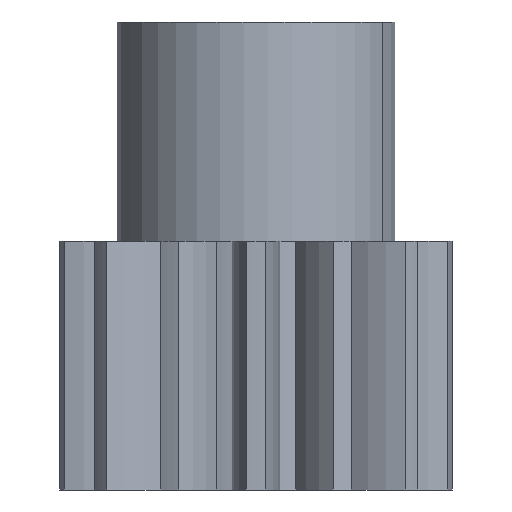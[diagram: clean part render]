
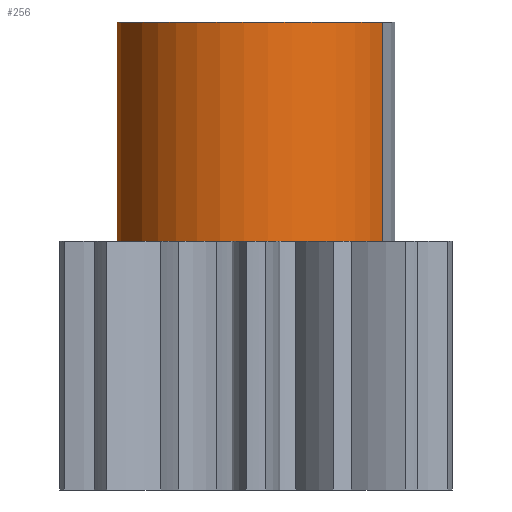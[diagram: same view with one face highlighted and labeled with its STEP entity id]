
A CAD part, front view. The second image highlights one B-rep face of the part: STEP entity #256.
In plain terms, the highlighted cylindrical face has radius 7.112 mm (diameter 14.224 mm), a partial arc.
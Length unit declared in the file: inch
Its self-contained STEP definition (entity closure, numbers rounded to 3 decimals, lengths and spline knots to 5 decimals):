
#215=CARTESIAN_POINT('',(0.0,0.,0.0));
#216=DIRECTION('',(0.0,0.0,1.0));
#217=DIRECTION('',(-0.907,0.421,0.0));
#218=AXIS2_PLACEMENT_3D('',#215,#216,#217);
#219=CYLINDRICAL_SURFACE('',#218,0.28);
#220=CARTESIAN_POINT('',(-0.25396,0.11792,0.0));
#221=VERTEX_POINT('',#220);
#222=CARTESIAN_POINT('',(-0.25396,0.11792,0.44));
#223=VERTEX_POINT('',#222);
#224=CARTESIAN_POINT('',(-0.25396,0.11792,0.0));
#225=DIRECTION('',(0.0,0.0,1.0));
#226=VECTOR('',#225,0.44);
#227=LINE('',#224,#226);
#228=EDGE_CURVE('',#221,#223,#227,.T.);
#229=ORIENTED_EDGE('',*,*,#228,.F.);
#230=CARTESIAN_POINT('',(0.25396,-0.11792,0.0));
#231=VERTEX_POINT('',#230);
#232=CARTESIAN_POINT('',(0.0,0.,0.0));
#233=DIRECTION('',(0.0,0.0,-1.0));
#234=DIRECTION('',(-0.907,0.421,0.0));
#235=AXIS2_PLACEMENT_3D('',#232,#233,#234);
#236=CIRCLE('',#235,0.28);
#237=EDGE_CURVE('',#231,#221,#236,.T.);
#238=ORIENTED_EDGE('',*,*,#237,.F.);
#239=CARTESIAN_POINT('',(0.25396,-0.11792,0.44));
#240=VERTEX_POINT('',#239);
#241=CARTESIAN_POINT('',(0.25396,-0.11792,0.44));
#242=DIRECTION('',(0.0,0.0,-1.0));
#243=VECTOR('',#242,0.44);
#244=LINE('',#241,#243);
#245=EDGE_CURVE('',#240,#231,#244,.T.);
#246=ORIENTED_EDGE('',*,*,#245,.F.);
#247=CARTESIAN_POINT('',(0.0,0.,0.44));
#248=DIRECTION('',(0.0,0.0,-1.0));
#249=DIRECTION('',(-0.907,0.421,0.0));
#250=AXIS2_PLACEMENT_3D('',#247,#248,#249);
#251=CIRCLE('',#250,0.28);
#252=EDGE_CURVE('',#240,#223,#251,.T.);
#253=ORIENTED_EDGE('',*,*,#252,.T.);
#254=EDGE_LOOP('',(#229,#238,#246,#253));
#255=FACE_OUTER_BOUND('',#254,.T.);
#256=ADVANCED_FACE('',(#255),#219,.T.);
